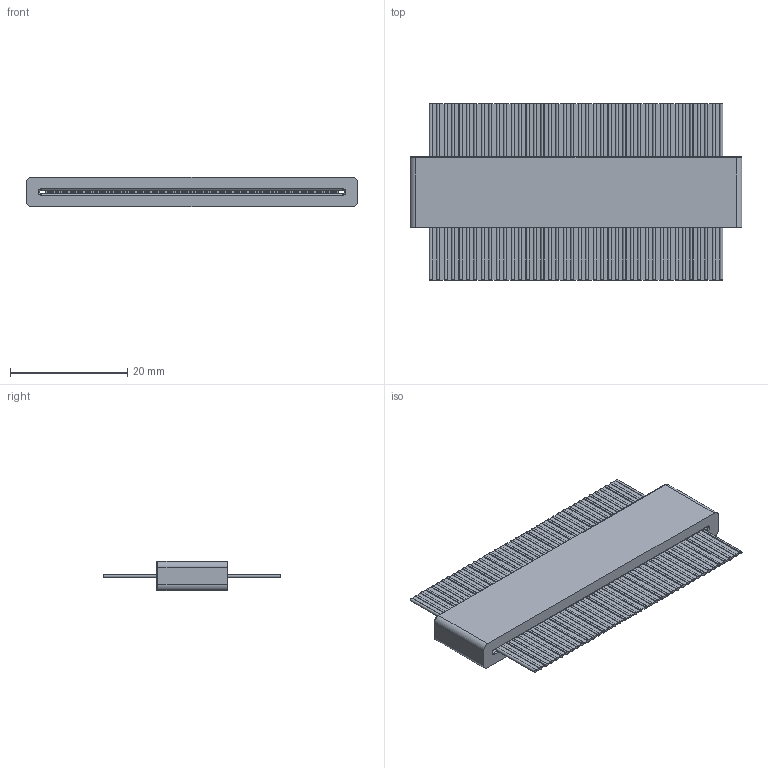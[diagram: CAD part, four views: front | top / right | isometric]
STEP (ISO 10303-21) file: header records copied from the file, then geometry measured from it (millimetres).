
FILE_DESCRIPTION(/* description */ ('Unknown'),/* implementation_level */ '2;1');
FILE_NAME(/* name */ '7427807',/* time_stamp */ '2022-01-27T14:59:06+01:00',/* author */ ('Unknown'),/* organization */ ('Unknown'),/* preprocessor_version */ 'ST-DEVELOPER v16.7',/* originating_system */ 'Solid Edge',/* authorisation */ 'Unknown');
FILE_SCHEMA (('AUTOMOTIVE_DESIGN {1 0 10303 214 3 1 1}'));
Length unit declared in the file: millimetre
Products named in the file (3): 7427807_CableDiameter; Ferrit; FlatCable_40-pol
Assembly tree (2 placements, depth 2):
  7427807_CableDiameter
    Ferrit
    FlatCable_40-pol
Bounding box: 56.59 x 30 x 5 mm (x, y, z)
Volume: 3431 mm3; surface area: 6414.9 mm2
Topology: 2 solids, 2 shells, 348 faces, 1016 edges, 672 vertices
Faces by surface type: cylinder 250, plane 90, torus 8
Entity records: 11840 total; most frequent: DIRECTION 2226, CARTESIAN_POINT 2039, ORIENTED_EDGE 2032, EDGE_CURVE 1016, AXIS2_PLACEMENT_3D 859, VERTEX_POINT 672, CIRCLE 508, LINE 508
